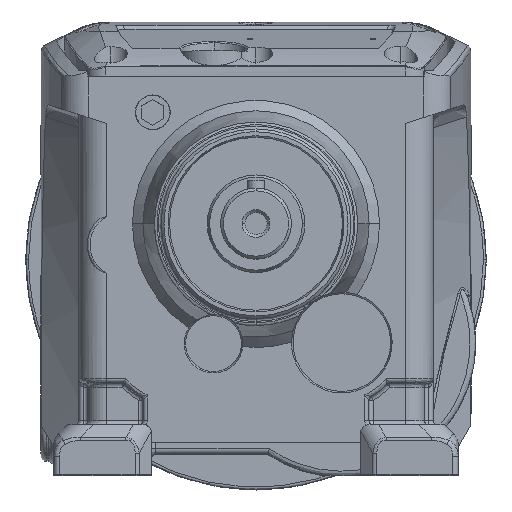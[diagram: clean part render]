
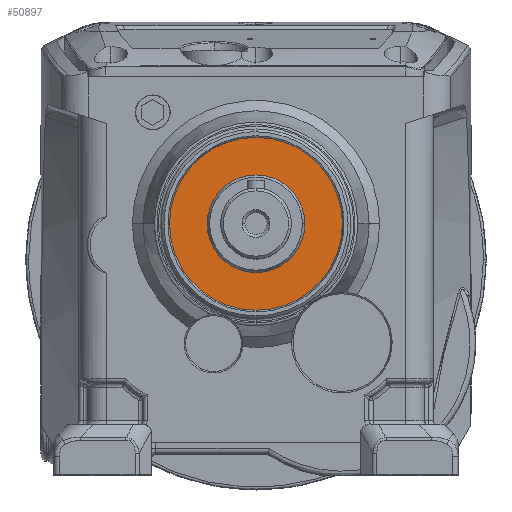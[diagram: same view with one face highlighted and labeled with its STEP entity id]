
A CAD part, top view. The second image highlights one B-rep face of the part: STEP entity #50897.
In plain terms, the highlighted planar face has unit normal (0, 0, 1).
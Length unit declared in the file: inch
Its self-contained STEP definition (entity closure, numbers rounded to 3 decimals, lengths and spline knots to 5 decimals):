
#1639 = AXIS2_PLACEMENT_3D ( 'NONE', #5745, #24016, #47255 ) ;
#5745 = CARTESIAN_POINT ( 'NONE',  ( -4.18698, -2.28246, 5.5097 ) ) ;
#5866 = ORIENTED_EDGE ( 'NONE', *, *, #28993, .F. ) ;
#5878 = CARTESIAN_POINT ( 'NONE',  ( -3.498, 1.16243, 5.5097 ) ) ;
#6341 = CIRCLE ( 'NONE', #27759, 1.22047 ) ;
#12448 = CARTESIAN_POINT ( 'NONE',  ( -4.18698, 1.16243, 5.5097 ) ) ;
#12776 = CARTESIAN_POINT ( 'NONE',  ( -4.18698, 1.16243, 5.5097 ) ) ;
#14760 = VERTEX_POINT ( 'NONE', #43293 ) ;
#16897 = VERTEX_POINT ( 'NONE', #28898 ) ;
#17391 = DIRECTION ( 'NONE',  ( 1., 0., 0. ) ) ;
#17847 = DIRECTION ( 'NONE',  ( 1., 0., 0. ) ) ;
#22010 = DIRECTION ( 'NONE',  ( 0., 0., -1. ) ) ;
#22728 = EDGE_LOOP ( 'NONE', ( #54326, #54350 ) ) ;
#22772 = EDGE_CURVE ( 'NONE', #14760, #26887, #36018, .T. ) ;
#24016 = DIRECTION ( 'NONE',  ( 0., 0., 1. ) ) ;
#24337 = CARTESIAN_POINT ( 'NONE',  ( -4.18698, 1.16243, 5.5097 ) ) ;
#25570 = FACE_OUTER_BOUND ( 'NONE', #22728, .T. ) ;
#25603 = EDGE_LOOP ( 'NONE', ( #5866, #45632 ) ) ;
#26887 = VERTEX_POINT ( 'NONE', #43439 ) ;
#27755 = EDGE_CURVE ( 'NONE', #26887, #14760, #6341, .T. ) ;
#27759 = AXIS2_PLACEMENT_3D ( 'NONE', #24337, #56672, #28996 ) ;
#28898 = CARTESIAN_POINT ( 'NONE',  ( -4.87596, 1.16243, 5.5097 ) ) ;
#28993 = EDGE_CURVE ( 'NONE', #30506, #16897, #44528, .T. ) ;
#28996 = DIRECTION ( 'NONE',  ( 1., 0., 0. ) ) ;
#30038 = AXIS2_PLACEMENT_3D ( 'NONE', #12448, #44643, #17847 ) ;
#30506 = VERTEX_POINT ( 'NONE', #5878 ) ;
#36018 = CIRCLE ( 'NONE', #49484, 1.22047 ) ;
#36673 = CIRCLE ( 'NONE', #30038, 0.68898 ) ;
#37849 = FACE_BOUND ( 'NONE', #25603, .T. ) ;
#42442 = EDGE_CURVE ( 'NONE', #16897, #30506, #36673, .T. ) ;
#42592 = PLANE ( 'NONE',  #1639 ) ;
#43293 = CARTESIAN_POINT ( 'NONE',  ( -5.40745, 1.16243, 5.5097 ) ) ;
#43439 = CARTESIAN_POINT ( 'NONE',  ( -2.96651, 1.16243, 5.5097 ) ) ;
#44528 = CIRCLE ( 'NONE', #56428, 0.68898 ) ;
#44643 = DIRECTION ( 'NONE',  ( 0., 0., 1. ) ) ;
#44987 = DIRECTION ( 'NONE',  ( 0., 0., 1. ) ) ;
#45632 = ORIENTED_EDGE ( 'NONE', *, *, #42442, .F. ) ;
#47255 = DIRECTION ( 'NONE',  ( 1., 0., 0. ) ) ;
#49484 = AXIS2_PLACEMENT_3D ( 'NONE', #49673, #22010, #54319 ) ;
#49673 = CARTESIAN_POINT ( 'NONE',  ( -4.18698, 1.16243, 5.5097 ) ) ;
#50897 = ADVANCED_FACE ( 'NONE', ( #37849, #25570 ), #42592, .T. ) ;
#54319 = DIRECTION ( 'NONE',  ( 1., 0., 0. ) ) ;
#54326 = ORIENTED_EDGE ( 'NONE', *, *, #27755, .F. ) ;
#54350 = ORIENTED_EDGE ( 'NONE', *, *, #22772, .F. ) ;
#56428 = AXIS2_PLACEMENT_3D ( 'NONE', #12776, #44987, #17391 ) ;
#56672 = DIRECTION ( 'NONE',  ( 0., 0., -1. ) ) ;
